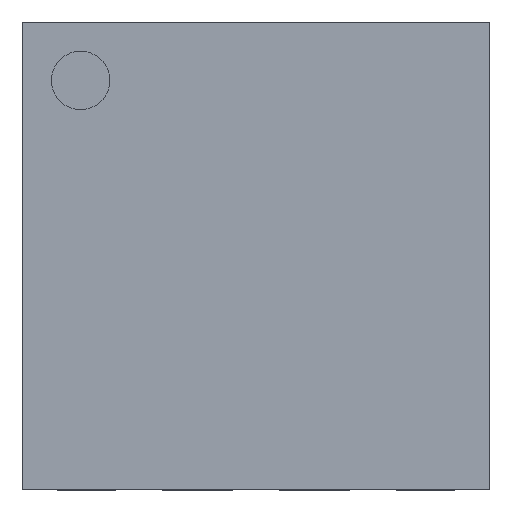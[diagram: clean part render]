
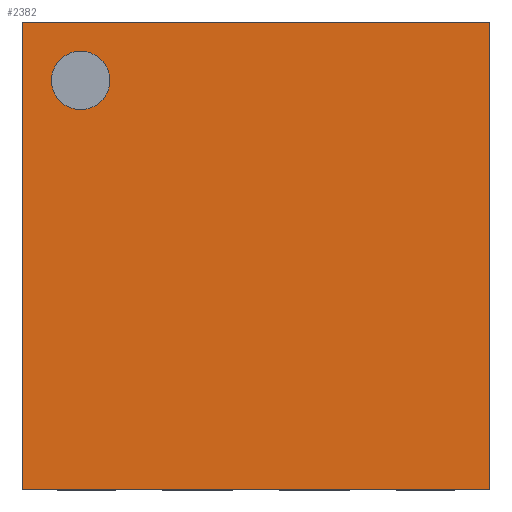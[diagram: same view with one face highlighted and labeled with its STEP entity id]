
A CAD part, top view. The second image highlights one B-rep face of the part: STEP entity #2382.
In plain terms, the highlighted face is planar.
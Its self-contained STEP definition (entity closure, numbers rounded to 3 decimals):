
#205=FACE_OUTER_BOUND('',#338,.T.);
#338=EDGE_LOOP('',(#1991,#1992,#1993,#1994));
#584=LINE('',#3742,#881);
#633=LINE('',#3852,#930);
#636=LINE('',#3859,#933);
#637=LINE('',#3860,#934);
#881=VECTOR('',#3043,2.);
#930=VECTOR('',#3128,2.);
#933=VECTOR('',#3137,2.);
#934=VECTOR('',#3138,2.);
#1140=VERTEX_POINT('',#3739);
#1141=VERTEX_POINT('',#3741);
#1184=VERTEX_POINT('',#3850);
#1185=VERTEX_POINT('',#3858);
#1417=EDGE_CURVE('',#1141,#1140,#584,.T.);
#1473=EDGE_CURVE('',#1140,#1184,#633,.T.);
#1476=EDGE_CURVE('',#1184,#1185,#636,.T.);
#1477=EDGE_CURVE('',#1185,#1141,#637,.T.);
#1991=ORIENTED_EDGE('',*,*,#1473,.T.);
#1992=ORIENTED_EDGE('',*,*,#1476,.T.);
#1993=ORIENTED_EDGE('',*,*,#1477,.T.);
#1994=ORIENTED_EDGE('',*,*,#1417,.T.);
#2257=PLANE('',#2581);
#2382=ADVANCED_FACE('',(#205),#2257,.T.);
#2581=AXIS2_PLACEMENT_3D('',#3857,#3135,#3136);
#3043=DIRECTION('',(0.,0.,1.));
#3128=DIRECTION('',(1.,0.,0.));
#3135=DIRECTION('center_axis',(0.,1.,0.));
#3136=DIRECTION('ref_axis',(1.,0.,0.));
#3137=DIRECTION('',(0.,0.,-1.));
#3138=DIRECTION('',(-1.,0.,0.));
#3739=CARTESIAN_POINT('',(-1.,0.975,1.));
#3741=CARTESIAN_POINT('',(-1.,0.975,-1.));
#3742=CARTESIAN_POINT('',(-1.,0.975,-1.));
#3850=CARTESIAN_POINT('',(1.,0.975,1.));
#3852=CARTESIAN_POINT('',(-1.,0.975,1.));
#3857=CARTESIAN_POINT('Origin',(0.,0.975,0.));
#3858=CARTESIAN_POINT('',(1.,0.975,-1.));
#3859=CARTESIAN_POINT('',(1.,0.975,1.));
#3860=CARTESIAN_POINT('',(1.,0.975,-1.));
